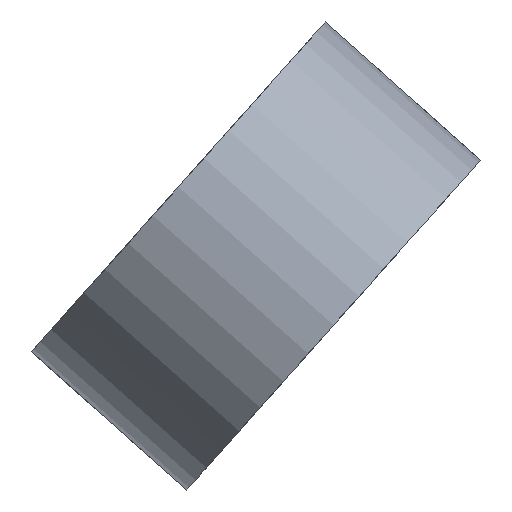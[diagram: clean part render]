
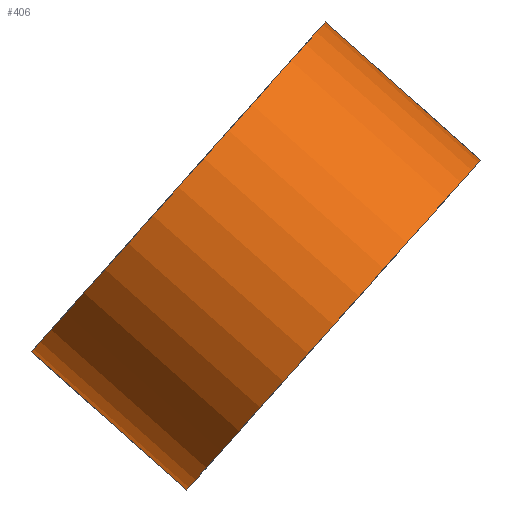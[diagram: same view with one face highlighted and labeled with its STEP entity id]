
A CAD part, front view. The second image highlights one B-rep face of the part: STEP entity #406.
In plain terms, the highlighted cylindrical face has radius 8.5 mm (diameter 17 mm), a partial arc.
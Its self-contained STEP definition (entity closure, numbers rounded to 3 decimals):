
#56=FACE_OUTER_BOUND('',#87,.T.);
#87=EDGE_LOOP('',(#364,#365,#366,#367));
#123=LINE('',#693,#157);
#124=LINE('',#695,#158);
#157=VECTOR('',#577,10.);
#158=VECTOR('',#580,10.);
#173=CIRCLE('',#446,8.5);
#177=CIRCLE('',#452,8.5);
#198=VERTEX_POINT('',#638);
#199=VERTEX_POINT('',#640);
#209=VERTEX_POINT('',#664);
#210=VERTEX_POINT('',#666);
#240=EDGE_CURVE('',#198,#199,#173,.F.);
#253=EDGE_CURVE('',#210,#209,#177,.F.);
#267=EDGE_CURVE('',#209,#199,#123,.T.);
#268=EDGE_CURVE('',#210,#198,#124,.T.);
#364=ORIENTED_EDGE('',*,*,#253,.T.);
#365=ORIENTED_EDGE('',*,*,#267,.T.);
#366=ORIENTED_EDGE('',*,*,#240,.F.);
#367=ORIENTED_EDGE('',*,*,#268,.F.);
#385=CYLINDRICAL_SURFACE('',#462,8.5);
#406=ADVANCED_FACE('',(#56),#385,.T.);
#446=AXIS2_PLACEMENT_3D('',#641,#524,#525);
#452=AXIS2_PLACEMENT_3D('',#667,#545,#546);
#462=AXIS2_PLACEMENT_3D('',#694,#578,#579);
#524=DIRECTION('center_axis',(0.747,0.,-0.665));
#525=DIRECTION('ref_axis',(0.,1.,0.));
#545=DIRECTION('center_axis',(0.747,0.,-0.665));
#546=DIRECTION('ref_axis',(0.,1.,0.));
#577=DIRECTION('',(-0.747,0.,0.665));
#578=DIRECTION('center_axis',(-0.747,0.,
0.665));
#579=DIRECTION('ref_axis',(0.,-1.,0.));
#580=DIRECTION('',(-0.747,0.,0.665));
#638=CARTESIAN_POINT('',(43.009,-199.842,35.828));
#640=CARTESIAN_POINT('',(54.318,-199.842,48.521));
#641=CARTESIAN_POINT('Origin',(48.664,-199.842,42.174));
#664=CARTESIAN_POINT('',(60.291,-199.842,43.199));
#666=CARTESIAN_POINT('',(48.982,-199.842,30.506));
#667=CARTESIAN_POINT('Origin',(54.637,-199.842,36.852));
#693=CARTESIAN_POINT('',(60.291,-199.842,43.199));
#694=CARTESIAN_POINT('Origin',(54.637,-199.842,36.852));
#695=CARTESIAN_POINT('',(48.982,-199.842,30.506));
